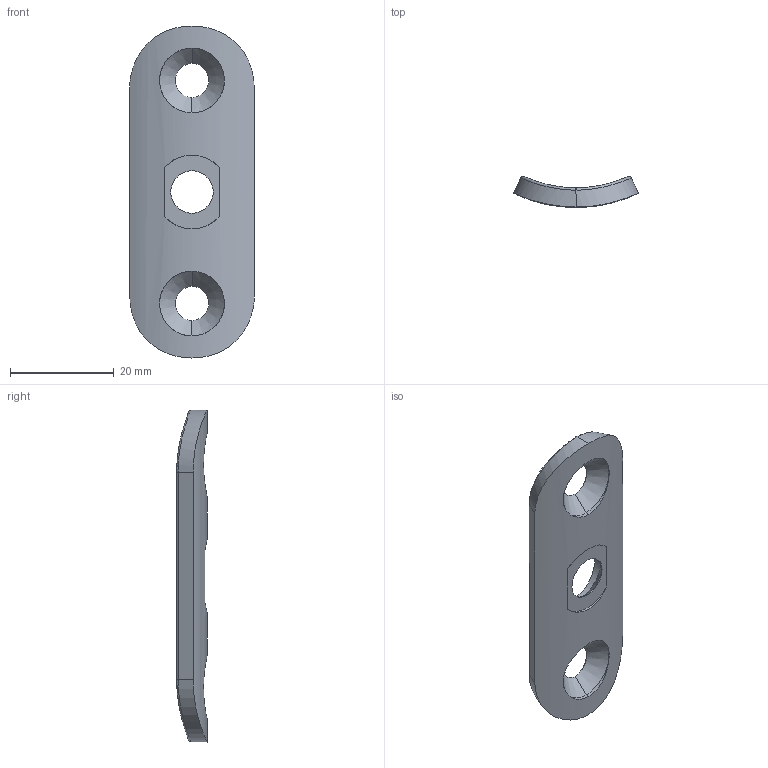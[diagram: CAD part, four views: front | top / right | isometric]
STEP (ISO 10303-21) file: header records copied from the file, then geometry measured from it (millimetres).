
FILE_DESCRIPTION (( 'STEP AP203' ), '1' );
FILE_NAME ('60183-240-G.step', '2019-03-20T12:33:56', ( '' ), ( '' ), 'SwSTEP 2.0', 'SolidWorks 2015', '' );
FILE_SCHEMA (( 'CONFIG_CONTROL_DESIGN' ));
Length unit declared in the file: millimetre
Products named in the file (1): 60183-240-G
Bounding box: 24 x 5.89 x 64 mm (x, y, z)
Volume: 4062.1 mm3; surface area: 3216.6 mm2
Topology: 1 solids, 1 shells, 282 faces, 739 edges, 488 vertices
Faces by surface type: bspline 125, plane 100, cylinder 51, cone 6
Entity records: 14726 total; most frequent: CARTESIAN_POINT 8566, ORIENTED_EDGE 1478, DIRECTION 865, EDGE_CURVE 739, VERTEX_POINT 488, LINE 331, VECTOR 331, EDGE_LOOP 317
